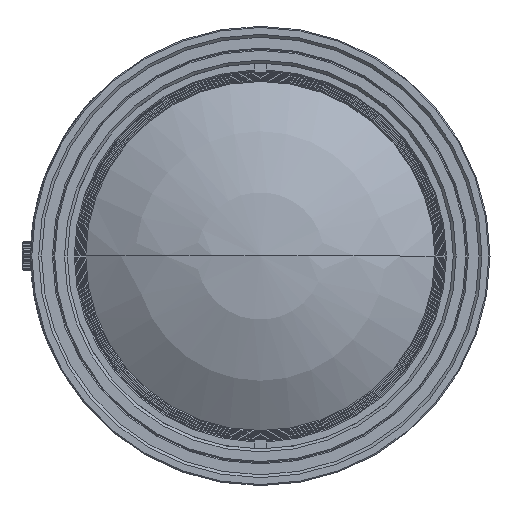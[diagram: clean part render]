
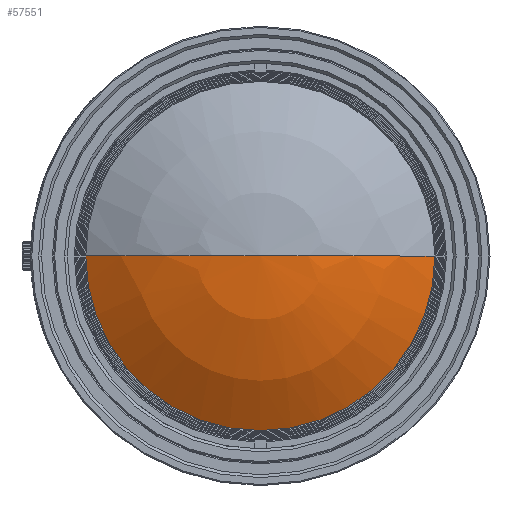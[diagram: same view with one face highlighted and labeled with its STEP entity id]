
A CAD part, left-side view. The second image highlights one B-rep face of the part: STEP entity #57551.
In plain terms, the highlighted spherical face has radius 55.53 mm.
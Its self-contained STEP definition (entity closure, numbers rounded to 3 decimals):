
#13804=CARTESIAN_POINT('',(72.218,0.,0.));
#13805=DIRECTION('',(1.,0.,0.));
#13806=DIRECTION('',(0.,-1.,0.));
#13807=AXIS2_PLACEMENT_3D('',#13804,#13805,#13806);
#13809=CARTESIAN_POINT('',(117.95,0.,0.));
#13810=DIRECTION('',(0.,0.,-1.));
#13811=DIRECTION('',(-1.,0.,0.));
#13812=AXIS2_PLACEMENT_3D('',#13809,#13810,#13811);
#13819=CARTESIAN_POINT('',(117.95,0.,0.));
#13820=DIRECTION('',(0.,0.,-1.));
#13821=DIRECTION('',(-0.824,-0.567,
0.));
#13822=AXIS2_PLACEMENT_3D('',#13819,#13820,#13821);
#35511=CARTESIAN_POINT('',(72.218,-31.5,0.));
#35512=VERTEX_POINT('',#35511);
#35513=CARTESIAN_POINT('',(72.218,31.5,0.));
#35514=VERTEX_POINT('',#35513);
#35517=CARTESIAN_POINT('',(62.42,0.,0.));
#35518=VERTEX_POINT('',#35517);
#57539=CARTESIAN_POINT('',(117.95,0.,0.));
#57540=DIRECTION('',(-1.,0.,0.));
#57541=DIRECTION('',(0.,1.,0.));
#57542=AXIS2_PLACEMENT_3D('',#57539,#57540,#57541);
#57543=SPHERICAL_SURFACE('',#57542,55.53);
#57545=ORIENTED_EDGE('',*,*,#57544,.F.);
#57547=ORIENTED_EDGE('',*,*,#57546,.F.);
#57548=ORIENTED_EDGE('',*,*,#57519,.T.);
#57549=EDGE_LOOP('',(#57545,#57547,#57548));
#57550=FACE_OUTER_BOUND('',#57549,.F.);
#13808=CIRCLE('',#13807,31.5);
#13813=CIRCLE('',#13812,55.53);
#13823=CIRCLE('',#13822,55.53);
#57519=EDGE_CURVE('',#35512,#35514,#13808,.T.);
#57544=EDGE_CURVE('',#35518,#35514,#13813,.T.);
#57546=EDGE_CURVE('',#35512,#35518,#13823,.T.);
#57551=ADVANCED_FACE('',(#57550),#57543,.T.);
